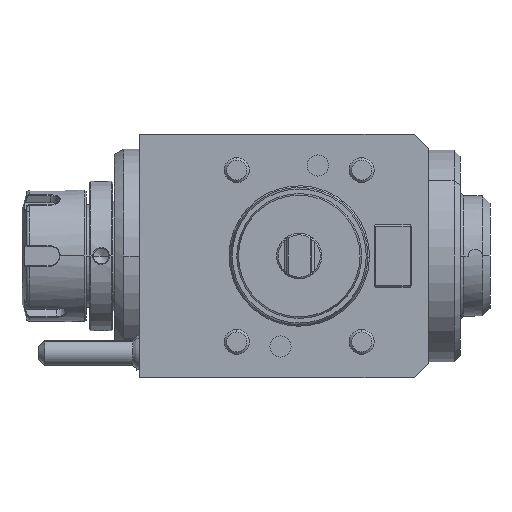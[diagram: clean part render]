
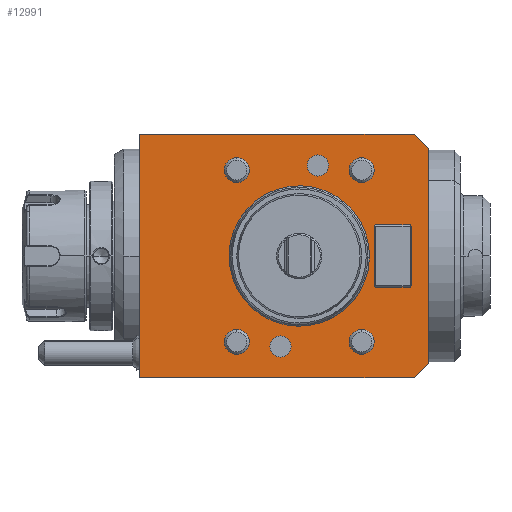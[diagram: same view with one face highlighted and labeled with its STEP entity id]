
A CAD part, front view. The second image highlights one B-rep face of the part: STEP entity #12991.
In plain terms, the highlighted planar face has unit normal (0, -1, 0).
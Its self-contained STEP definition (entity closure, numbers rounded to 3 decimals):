
#4712=DIRECTION('',(-1.,0.,0.));
#4713=VECTOR('',#4712,88.);
#4714=CARTESIAN_POINT('',(88.,0.,39.));
#4715=LINE('',#4714,#4713);
#4716=DIRECTION('',(-0.707,0.,0.707));
#4717=VECTOR('',#4716,6.364);
#4718=CARTESIAN_POINT('',(92.5,0.,34.5));
#4719=LINE('',#4718,#4717);
#4720=DIRECTION('',(0.,0.,1.));
#4721=VECTOR('',#4720,69.);
#4722=CARTESIAN_POINT('',(92.5,0.,-34.5));
#4723=LINE('',#4722,#4721);
#4724=DIRECTION('',(0.707,0.,0.707));
#4725=VECTOR('',#4724,6.364);
#4726=CARTESIAN_POINT('',(88.,0.,-39.));
#4727=LINE('',#4726,#4725);
#4728=DIRECTION('',(1.,0.,0.));
#4729=VECTOR('',#4728,88.);
#4730=CARTESIAN_POINT('',(0.,0.,-39.));
#4731=LINE('',#4730,#4729);
#4732=DIRECTION('',(0.,0.,-1.));
#4733=VECTOR('',#4732,78.);
#4734=CARTESIAN_POINT('',(0.,0.,39.));
#4735=LINE('',#4734,#4733);
#4736=CARTESIAN_POINT('',(57.2,0.,29.));
#4737=DIRECTION('',(0.,-1.,0.));
#4738=DIRECTION('',(-1.,0.,0.));
#4739=AXIS2_PLACEMENT_3D('',#4736,#4737,#4738);
#4741=CARTESIAN_POINT('',(57.2,0.,29.));
#4742=DIRECTION('',(0.,-1.,0.));
#4743=DIRECTION('',(1.,0.,0.));
#4744=AXIS2_PLACEMENT_3D('',#4741,#4742,#4743);
#4746=CARTESIAN_POINT('',(45.2,0.,-29.));
#4747=DIRECTION('',(0.,1.,0.));
#4748=DIRECTION('',(1.,0.,0.));
#4749=AXIS2_PLACEMENT_3D('',#4746,#4747,#4748);
#4751=CARTESIAN_POINT('',(45.2,0.,-29.));
#4752=DIRECTION('',(0.,1.,0.));
#4753=DIRECTION('',(-1.,0.,0.));
#4754=AXIS2_PLACEMENT_3D('',#4751,#4752,#4753);
#4756=CARTESIAN_POINT('',(71.2,0.,-27.5));
#4757=DIRECTION('',(0.,1.,0.));
#4758=DIRECTION('',(0.,0.,-1.));
#4759=AXIS2_PLACEMENT_3D('',#4756,#4757,#4758);
#4761=CARTESIAN_POINT('',(71.2,0.,-27.5));
#4762=DIRECTION('',(0.,1.,0.));
#4763=DIRECTION('',(0.,0.,1.));
#4764=AXIS2_PLACEMENT_3D('',#4761,#4762,#4763);
#4802=CARTESIAN_POINT('',(71.2,0.,27.5));
#4803=DIRECTION('',(0.,1.,0.));
#4804=DIRECTION('',(0.,0.,-1.));
#4805=AXIS2_PLACEMENT_3D('',#4802,#4803,#4804);
#4807=CARTESIAN_POINT('',(71.2,0.,27.5));
#4808=DIRECTION('',(0.,1.,0.));
#4809=DIRECTION('',(0.,0.,1.));
#4810=AXIS2_PLACEMENT_3D('',#4807,#4808,#4809);
#4848=CARTESIAN_POINT('',(31.2,0.,-27.5));
#4849=DIRECTION('',(0.,1.,0.));
#4850=DIRECTION('',(0.,0.,-1.));
#4851=AXIS2_PLACEMENT_3D('',#4848,#4849,#4850);
#4853=CARTESIAN_POINT('',(31.2,0.,-27.5));
#4854=DIRECTION('',(0.,1.,0.));
#4855=DIRECTION('',(0.,0.,1.));
#4856=AXIS2_PLACEMENT_3D('',#4853,#4854,#4855);
#4894=CARTESIAN_POINT('',(31.2,0.,27.5));
#4895=DIRECTION('',(0.,1.,0.));
#4896=DIRECTION('',(0.,0.,-1.));
#4897=AXIS2_PLACEMENT_3D('',#4894,#4895,#4896);
#4899=CARTESIAN_POINT('',(31.2,0.,27.5));
#4900=DIRECTION('',(0.,1.,0.));
#4901=DIRECTION('',(0.,0.,1.));
#4902=AXIS2_PLACEMENT_3D('',#4899,#4900,#4901);
#4940=DIRECTION('',(1.,0.,0.));
#4941=VECTOR('',#4940,11.);
#4942=CARTESIAN_POINT('',(75.7,0.,10.));
#4943=LINE('',#4942,#4941);
#4956=DIRECTION('',(0.707,0.,-0.707));
#4957=VECTOR('',#4956,0.707);
#4958=CARTESIAN_POINT('',(86.7,0.,10.));
#4959=LINE('',#4958,#4957);
#4964=DIRECTION('',(0.,0.,-1.));
#4965=VECTOR('',#4964,19.);
#4966=CARTESIAN_POINT('',(87.2,0.,9.5));
#4967=LINE('',#4966,#4965);
#4980=DIRECTION('',(0.707,0.,0.707));
#4981=VECTOR('',#4980,0.707);
#4982=CARTESIAN_POINT('',(86.7,0.,-10.));
#4983=LINE('',#4982,#4981);
#4988=DIRECTION('',(1.,0.,0.));
#4989=VECTOR('',#4988,11.);
#4990=CARTESIAN_POINT('',(75.7,0.,-10.));
#4991=LINE('',#4990,#4989);
#5004=DIRECTION('',(-0.707,0.,0.707));
#5005=VECTOR('',#5004,0.707);
#5006=CARTESIAN_POINT('',(75.7,0.,-10.));
#5007=LINE('',#5006,#5005);
#5012=DIRECTION('',(0.,0.,-1.));
#5013=VECTOR('',#5012,19.);
#5014=CARTESIAN_POINT('',(75.2,0.,9.5));
#5015=LINE('',#5014,#5013);
#5028=DIRECTION('',(-0.707,0.,-0.707));
#5029=VECTOR('',#5028,0.707);
#5030=CARTESIAN_POINT('',(75.7,0.,10.));
#5031=LINE('',#5030,#5029);
#5084=CARTESIAN_POINT('',(51.2,0.,0.));
#5085=DIRECTION('',(0.,-1.,0.));
#5086=DIRECTION('',(0.,0.,-1.));
#5087=AXIS2_PLACEMENT_3D('',#5084,#5085,#5086);
#5089=CARTESIAN_POINT('',(51.2,0.,0.));
#5090=DIRECTION('',(0.,-1.,0.));
#5091=DIRECTION('',(0.,0.,1.));
#5092=AXIS2_PLACEMENT_3D('',#5089,#5090,#5091);
#7951=CARTESIAN_POINT('',(88.,0.,39.));
#7952=CARTESIAN_POINT('',(0.,0.,39.));
#7953=VERTEX_POINT('',#7951);
#7954=VERTEX_POINT('',#7952);
#7955=CARTESIAN_POINT('',(0.,0.,-39.));
#7956=VERTEX_POINT('',#7955);
#7957=CARTESIAN_POINT('',(88.,0.,-39.));
#7958=VERTEX_POINT('',#7957);
#7959=CARTESIAN_POINT('',(92.5,0.,-34.5));
#7960=VERTEX_POINT('',#7959);
#7961=CARTESIAN_POINT('',(92.5,0.,34.5));
#7962=VERTEX_POINT('',#7961);
#7963=CARTESIAN_POINT('',(48.6,0.,-29.));
#7964=CARTESIAN_POINT('',(41.8,0.,-29.));
#7965=VERTEX_POINT('',#7963);
#7966=VERTEX_POINT('',#7964);
#7975=CARTESIAN_POINT('',(53.8,0.,29.));
#7976=CARTESIAN_POINT('',(60.6,0.,29.));
#7977=VERTEX_POINT('',#7975);
#7978=VERTEX_POINT('',#7976);
#8011=CARTESIAN_POINT('',(51.2,0.,-22.));
#8012=CARTESIAN_POINT('',(51.2,0.,22.));
#8013=VERTEX_POINT('',#8011);
#8014=VERTEX_POINT('',#8012);
#8034=CARTESIAN_POINT('',(75.7,0.,10.));
#8035=CARTESIAN_POINT('',(86.7,0.,10.));
#8036=VERTEX_POINT('',#8034);
#8037=VERTEX_POINT('',#8035);
#8038=CARTESIAN_POINT('',(75.7,0.,-10.));
#8039=CARTESIAN_POINT('',(86.7,0.,-10.));
#8040=VERTEX_POINT('',#8038);
#8041=VERTEX_POINT('',#8039);
#8042=CARTESIAN_POINT('',(87.2,0.,9.5));
#8043=CARTESIAN_POINT('',(87.2,0.,-9.5));
#8044=VERTEX_POINT('',#8042);
#8045=VERTEX_POINT('',#8043);
#8046=CARTESIAN_POINT('',(75.2,0.,9.5));
#8047=CARTESIAN_POINT('',(75.2,0.,-9.5));
#8048=VERTEX_POINT('',#8046);
#8049=VERTEX_POINT('',#8047);
#8090=CARTESIAN_POINT('',(31.2,0.,23.5));
#8091=CARTESIAN_POINT('',(31.2,0.,31.5));
#8092=VERTEX_POINT('',#8090);
#8093=VERTEX_POINT('',#8091);
#8106=CARTESIAN_POINT('',(31.2,0.,-31.5));
#8107=CARTESIAN_POINT('',(31.2,0.,-23.5));
#8108=VERTEX_POINT('',#8106);
#8109=VERTEX_POINT('',#8107);
#8122=CARTESIAN_POINT('',(71.2,0.,23.5));
#8123=CARTESIAN_POINT('',(71.2,0.,31.5));
#8124=VERTEX_POINT('',#8122);
#8125=VERTEX_POINT('',#8123);
#8138=CARTESIAN_POINT('',(71.2,0.,-31.5));
#8139=CARTESIAN_POINT('',(71.2,0.,-23.5));
#8140=VERTEX_POINT('',#8138);
#8141=VERTEX_POINT('',#8139);
#12918=CARTESIAN_POINT('',(0.,0.,39.));
#12919=DIRECTION('',(0.,-1.,0.));
#12920=DIRECTION('',(0.,0.,-1.));
#12921=AXIS2_PLACEMENT_3D('',#12918,#12919,#12920);
#12922=PLANE('',#12921);
#12923=ORIENTED_EDGE('',*,*,#10654,.F.);
#12924=ORIENTED_EDGE('',*,*,#10691,.F.);
#12925=ORIENTED_EDGE('',*,*,#10708,.F.);
#12926=ORIENTED_EDGE('',*,*,#10729,.F.);
#12927=ORIENTED_EDGE('',*,*,#10749,.F.);
#12928=ORIENTED_EDGE('',*,*,#10586,.F.);
#12929=EDGE_LOOP('',(#12923,#12924,#12925,#12926,#12927,#12928));
#12930=FACE_OUTER_BOUND('',#12929,.F.);
#12932=ORIENTED_EDGE('',*,*,#12931,.F.);
#12934=ORIENTED_EDGE('',*,*,#12933,.F.);
#12935=EDGE_LOOP('',(#12932,#12934));
#12936=FACE_BOUND('',#12935,.F.);
#12938=ORIENTED_EDGE('',*,*,#12937,.F.);
#12940=ORIENTED_EDGE('',*,*,#12939,.F.);
#12941=EDGE_LOOP('',(#12938,#12940));
#12942=FACE_BOUND('',#12941,.F.);
#12944=ORIENTED_EDGE('',*,*,#12943,.F.);
#12946=ORIENTED_EDGE('',*,*,#12945,.F.);
#12947=EDGE_LOOP('',(#12944,#12946));
#12948=FACE_BOUND('',#12947,.F.);
#12950=ORIENTED_EDGE('',*,*,#12949,.F.);
#12952=ORIENTED_EDGE('',*,*,#12951,.F.);
#12953=EDGE_LOOP('',(#12950,#12952));
#12954=FACE_BOUND('',#12953,.F.);
#12956=ORIENTED_EDGE('',*,*,#12955,.F.);
#12958=ORIENTED_EDGE('',*,*,#12957,.T.);
#12960=ORIENTED_EDGE('',*,*,#12959,.T.);
#12962=ORIENTED_EDGE('',*,*,#12961,.F.);
#12964=ORIENTED_EDGE('',*,*,#12963,.T.);
#12966=ORIENTED_EDGE('',*,*,#12965,.T.);
#12968=ORIENTED_EDGE('',*,*,#12967,.F.);
#12970=ORIENTED_EDGE('',*,*,#12969,.F.);
#12971=EDGE_LOOP('',(#12956,#12958,#12960,#12962,#12964,#12966,#12968,#12970));
#12972=FACE_BOUND('',#12971,.F.);
#12974=ORIENTED_EDGE('',*,*,#12973,.T.);
#12976=ORIENTED_EDGE('',*,*,#12975,.T.);
#12977=EDGE_LOOP('',(#12974,#12976));
#12978=FACE_BOUND('',#12977,.F.);
#12980=ORIENTED_EDGE('',*,*,#12979,.T.);
#12982=ORIENTED_EDGE('',*,*,#12981,.T.);
#12983=EDGE_LOOP('',(#12980,#12982));
#12984=FACE_BOUND('',#12983,.F.);
#12986=ORIENTED_EDGE('',*,*,#12985,.F.);
#12988=ORIENTED_EDGE('',*,*,#12987,.F.);
#12989=EDGE_LOOP('',(#12986,#12988));
#12990=FACE_BOUND('',#12989,.F.);
#4740=CIRCLE('',#4739,3.4);
#4745=CIRCLE('',#4744,3.4);
#4750=CIRCLE('',#4749,3.4);
#4755=CIRCLE('',#4754,3.4);
#4760=CIRCLE('',#4759,4.);
#4765=CIRCLE('',#4764,4.);
#4806=CIRCLE('',#4805,4.);
#4811=CIRCLE('',#4810,4.);
#4852=CIRCLE('',#4851,4.);
#4857=CIRCLE('',#4856,4.);
#4898=CIRCLE('',#4897,4.);
#4903=CIRCLE('',#4902,4.);
#5088=CIRCLE('',#5087,22.);
#5093=CIRCLE('',#5092,22.);
#10586=EDGE_CURVE('',#7954,#7956,#4735,.T.);
#10654=EDGE_CURVE('',#7953,#7954,#4715,.T.);
#10691=EDGE_CURVE('',#7962,#7953,#4719,.T.);
#10708=EDGE_CURVE('',#7960,#7962,#4723,.T.);
#10729=EDGE_CURVE('',#7958,#7960,#4727,.T.);
#10749=EDGE_CURVE('',#7956,#7958,#4731,.T.);
#12931=EDGE_CURVE('',#8140,#8141,#4760,.T.);
#12933=EDGE_CURVE('',#8141,#8140,#4765,.T.);
#12937=EDGE_CURVE('',#8124,#8125,#4806,.T.);
#12939=EDGE_CURVE('',#8125,#8124,#4811,.T.);
#12943=EDGE_CURVE('',#8108,#8109,#4852,.T.);
#12945=EDGE_CURVE('',#8109,#8108,#4857,.T.);
#12949=EDGE_CURVE('',#8092,#8093,#4898,.T.);
#12951=EDGE_CURVE('',#8093,#8092,#4903,.T.);
#12955=EDGE_CURVE('',#8036,#8037,#4943,.T.);
#12957=EDGE_CURVE('',#8036,#8048,#5031,.T.);
#12959=EDGE_CURVE('',#8048,#8049,#5015,.T.);
#12961=EDGE_CURVE('',#8040,#8049,#5007,.T.);
#12963=EDGE_CURVE('',#8040,#8041,#4991,.T.);
#12965=EDGE_CURVE('',#8041,#8045,#4983,.T.);
#12967=EDGE_CURVE('',#8044,#8045,#4967,.T.);
#12969=EDGE_CURVE('',#8037,#8044,#4959,.T.);
#12973=EDGE_CURVE('',#8013,#8014,#5088,.T.);
#12975=EDGE_CURVE('',#8014,#8013,#5093,.T.);
#12979=EDGE_CURVE('',#7977,#7978,#4740,.T.);
#12981=EDGE_CURVE('',#7978,#7977,#4745,.T.);
#12985=EDGE_CURVE('',#7965,#7966,#4750,.T.);
#12987=EDGE_CURVE('',#7966,#7965,#4755,.T.);
#12991=ADVANCED_FACE('',(#12930,#12936,#12942,#12948,#12954,#12972,#12978,
#12984,#12990),#12922,.T.);
